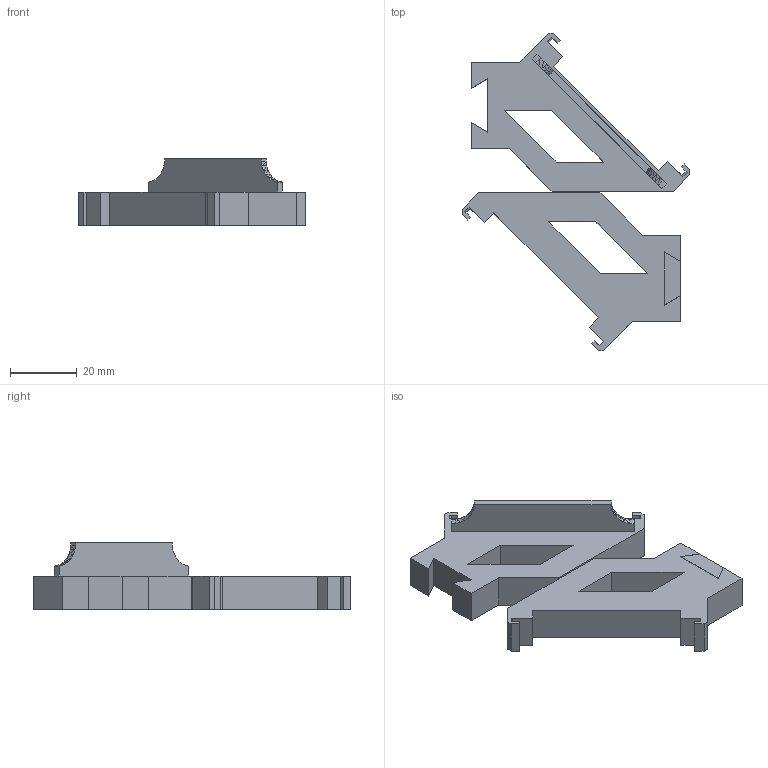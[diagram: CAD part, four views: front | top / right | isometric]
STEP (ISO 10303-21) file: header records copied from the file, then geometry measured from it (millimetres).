
FILE_DESCRIPTION(/* description */ (''),/* implementation_level */ '2;1');
FILE_NAME(/* name */ 'LCD Mount_v3.step',/* time_stamp */ '2020-09-23T18:00:38-07:00',/* author */ (''),/* organization */ (''),/* preprocessor_version */ 'ST-DEVELOPER v18.1',/* originating_system */ 'Autodesk Translation Framework v9.3.0.1241',/* authorisation */ '');
FILE_SCHEMA (('AUTOMOTIVE_DESIGN { 1 0 10303 214 3 1 1 }'));
Length unit declared in the file: millimetre
Products named in the file (2): LCD Mount; Component1
Assembly tree (1 placements, depth 2):
  LCD Mount
    Component1
Bounding box: 68.38 x 95.34 x 20 mm (x, y, z)
Volume: 26384.6 mm3; surface area: 12455.1 mm2
Topology: 3 solids, 3 shells, 115 faces, 302 edges, 194 vertices
Faces by surface type: plane 113, cone 1, cylinder 1
Full cylindrical faces by diameter (mm): 4.25 x1
Entity records: 3508 total; most frequent: CARTESIAN_POINT 614, ORIENTED_EDGE 604, DIRECTION 541, EDGE_CURVE 302, LINE 299, VECTOR 299, VERTEX_POINT 194, EDGE_LOOP 122
